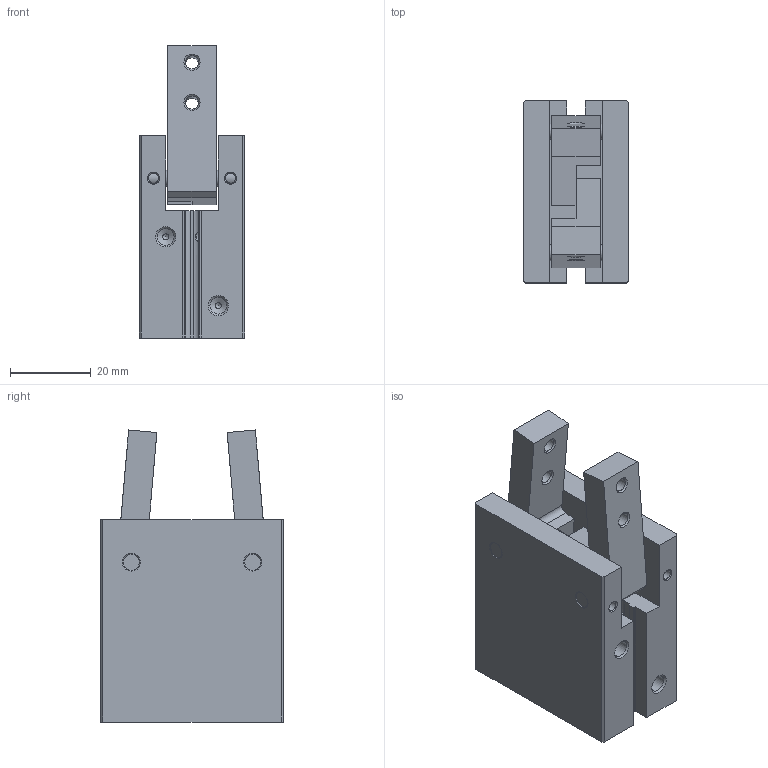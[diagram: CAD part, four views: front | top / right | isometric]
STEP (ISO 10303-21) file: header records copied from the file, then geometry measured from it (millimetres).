
FILE_DESCRIPTION( ( 'STEP AP203' ), ' ' );
FILE_NAME( 'MCHA-20_(-10).stp', '2016-02-18T09:12:37', ( '' ), ( '' ), ' ', 'PARTsolutions', ' ' );
FILE_SCHEMA( ( 'CONFIG_CONTROL_DESIGN' ) );
Length unit declared in the file: millimetre
Products named in the file (3): MCHA-20_(-10); _MCHA-20--_(b); _MCHA-20--_(g)
Assembly tree (3 placements, depth 2):
  MCHA-20_(-10)
    _MCHA-20--_(b)
    _MCHA-20--_(g)  x2
Bounding box: 26 x 45 x 72.18 mm (x, y, z)
Volume: 50104.6 mm3; surface area: 18505.8 mm2
Topology: 3 solids, 3 shells, 152 faces, 391 edges, 252 vertices
Faces by surface type: plane 75, cylinder 43, cone 34
Full cylindrical faces by diameter (mm): 1.5 x2, 2.459 x4, 3.242 x4, 4 x8, 4.134 x8, 10 x1
Entity records: 3862 total; most frequent: CARTESIAN_POINT 815, DIRECTION 614, ORIENTED_EDGE 528, EDGE_CURVE 264, AXIS2_PLACEMENT_3D 227, VERTEX_POINT 204, EDGE_LOOP 202, LINE 160
